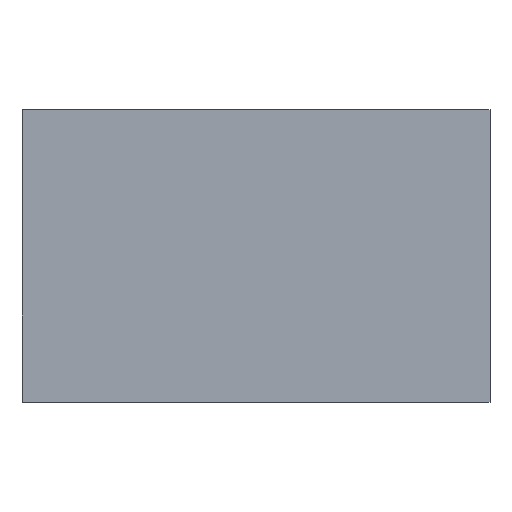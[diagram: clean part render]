
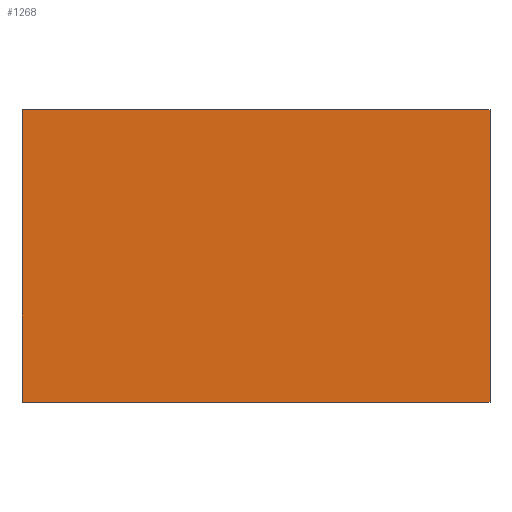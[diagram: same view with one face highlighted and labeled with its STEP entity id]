
A CAD part, top view. The second image highlights one B-rep face of the part: STEP entity #1268.
In plain terms, the highlighted planar face has unit normal (0, 0, 1).
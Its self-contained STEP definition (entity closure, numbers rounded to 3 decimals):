
#135=FACE_OUTER_BOUND('',#210,.T.);
#210=EDGE_LOOP('',(#1160,#1161,#1162,#1163));
#310=LINE('',#2476,#415);
#312=LINE('',#2480,#417);
#314=LINE('',#2484,#419);
#316=LINE('',#2487,#421);
#415=VECTOR('',#1470,10.);
#417=VECTOR('',#1474,10.);
#419=VECTOR('',#1478,10.);
#421=VECTOR('',#1482,10.);
#618=VERTEX_POINT('',#2473);
#619=VERTEX_POINT('',#2475);
#620=VERTEX_POINT('',#2479);
#621=VERTEX_POINT('',#2483);
#798=EDGE_CURVE('',#618,#619,#310,.T.);
#800=EDGE_CURVE('',#619,#620,#312,.T.);
#802=EDGE_CURVE('',#620,#621,#314,.T.);
#804=EDGE_CURVE('',#621,#618,#316,.T.);
#1160=ORIENTED_EDGE('',*,*,#798,.F.);
#1161=ORIENTED_EDGE('',*,*,#804,.F.);
#1162=ORIENTED_EDGE('',*,*,#802,.F.);
#1163=ORIENTED_EDGE('',*,*,#800,.F.);
#1199=PLANE('',#1318);
#1268=ADVANCED_FACE('',(#135),#1199,.T.);
#1318=AXIS2_PLACEMENT_3D('',#2488,#1483,#1484);
#1470=DIRECTION('',(0.,-1.,0.));
#1474=DIRECTION('',(-1.,0.,0.));
#1478=DIRECTION('',(0.,1.,0.));
#1482=DIRECTION('',(1.,0.,0.));
#1483=DIRECTION('center_axis',(0.,0.,1.));
#1484=DIRECTION('ref_axis',(1.,0.,0.));
#2473=CARTESIAN_POINT('',(1.,0.625,0.5));
#2475=CARTESIAN_POINT('',(1.,-0.625,0.5));
#2476=CARTESIAN_POINT('',(1.,0.625,0.5));
#2479=CARTESIAN_POINT('',(-1.,-0.625,0.5));
#2480=CARTESIAN_POINT('',(1.,-0.625,0.5));
#2483=CARTESIAN_POINT('',(-1.,0.625,0.5));
#2484=CARTESIAN_POINT('',(-1.,-0.625,0.5));
#2487=CARTESIAN_POINT('',(-1.,0.625,0.5));
#2488=CARTESIAN_POINT('Origin',(0.,0.,0.5));
